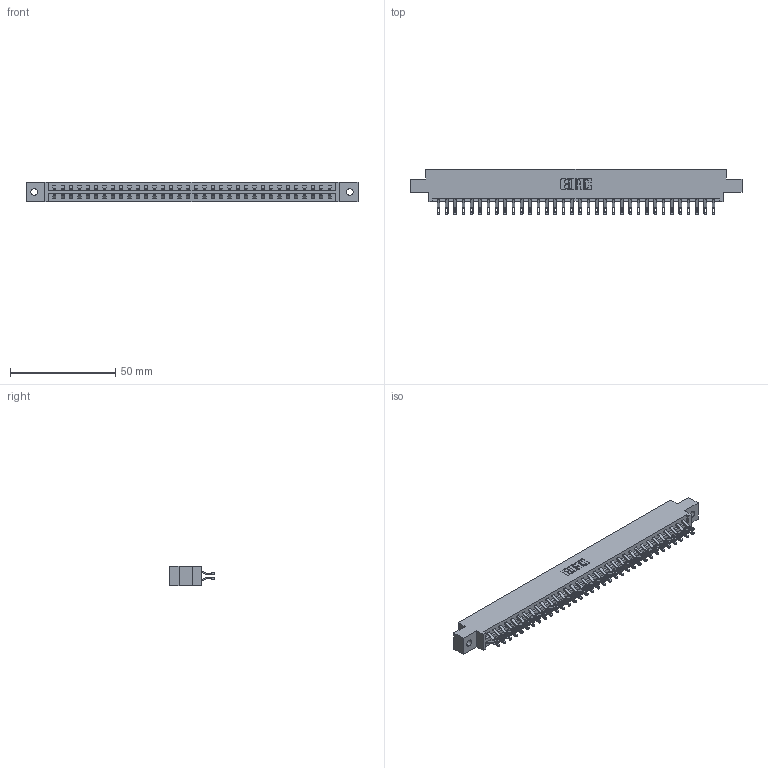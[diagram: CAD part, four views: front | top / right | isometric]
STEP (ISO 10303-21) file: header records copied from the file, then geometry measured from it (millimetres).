
FILE_DESCRIPTION (( 'STEP AP203' ), '1' );
FILE_NAME ('337-068-555-802.STEP', '2018-08-11T10:33:42', ( '' ), ( '' ), 'SwSTEP 2.0', 'SolidWorks 2016', '' );
FILE_SCHEMA (( 'CONFIG_CONTROL_DESIGN' ));
Length unit declared in the file: inch
Products named in the file (3): 337-068-555-802; 337 Part_0.170 Offset - 0.128 Dia; 345-292-001_555 Tail
Assembly tree (69 placements, depth 2):
  337-068-555-802
    337 Part_0.170 Offset - 0.128 Dia
    345-292-001_555 Tail  x68
Bounding box: 157.73 x 21.47 x 9.4 mm (x, y, z)
Volume: 16559.8 mm3; surface area: 19221.6 mm2
Topology: 69 solids, 69 shells, 4198 faces, 13175 edges, 8782 vertices
Faces by surface type: plane 2522, cylinder 1676
Entity records: 27857 total; most frequent: CARTESIAN_POINT 4736, ORIENTED_EDGE 4642, DIRECTION 4013, EDGE_CURVE 2321, LINE 2173, VECTOR 2173, VERTEX_POINT 1546, AXIS2_PLACEMENT_3D 920
